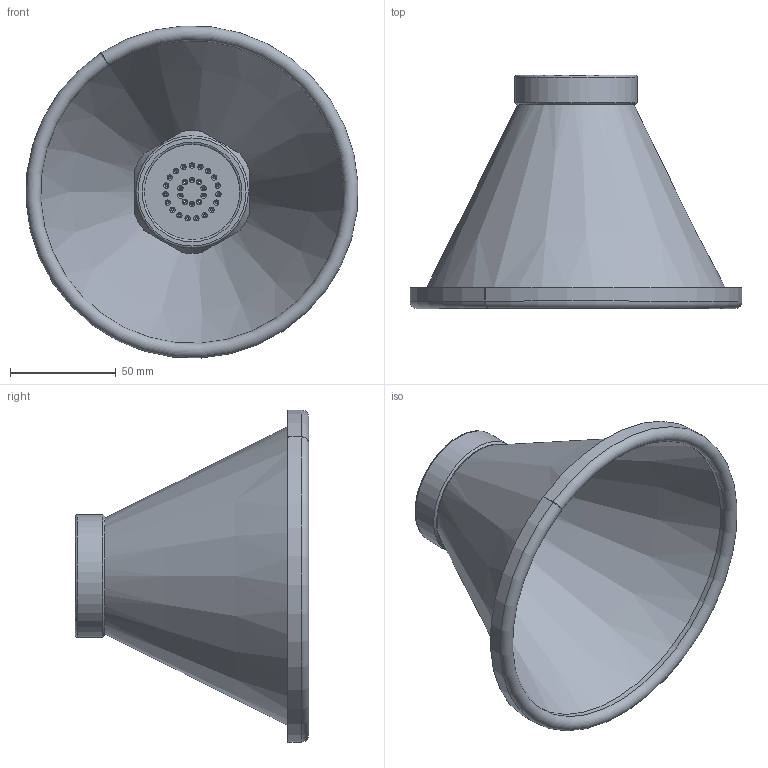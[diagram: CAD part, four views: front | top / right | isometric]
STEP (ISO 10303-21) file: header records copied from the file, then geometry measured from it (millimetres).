
FILE_DESCRIPTION(/* description */ ('Unknown'),/* implementation_level */ '2;1');
FILE_NAME(/* name */ 'Unkrautvernichter',/* time_stamp */ '2023-06-12T08:42:29+02:00',/* author */ ('Unknown'),/* organization */ ('Unknown'),/* preprocessor_version */ 'ST-DEVELOPER v18.102',/* originating_system */ 'Solid Edge',/* authorisation */ 'Unknown');
FILE_SCHEMA (('AUTOMOTIVE_DESIGN {1 0 10303 214 3 1 1}'));
Length unit declared in the file: millimetre
Products named in the file (1): Part1
Bounding box: 156.74 x 110.26 x 156.74 mm (x, y, z)
Volume: 110966 mm3; surface area: 107021.7 mm2
Topology: 1 solids, 1 shells, 127 faces, 340 edges, 224 vertices
Faces by surface type: cylinder 51, cone 43, plane 22, torus 11
Full cylindrical faces by diameter (mm): 1.1 x29, 11.8 x2, 36.752 x2, 42 x1, 45 x1, 46.5 x1, 46.8 x1, 51.4 x1, 53 x1, 58 x1
Entity records: 4453 total; most frequent: CARTESIAN_POINT 609, DIRECTION 606, ORIENTED_EDGE 412, AXIS2_PLACEMENT_3D 284, EDGE_LOOP 283, FACE_BOUND 283, EDGE_CURVE 206, VERTEX_POINT 179
